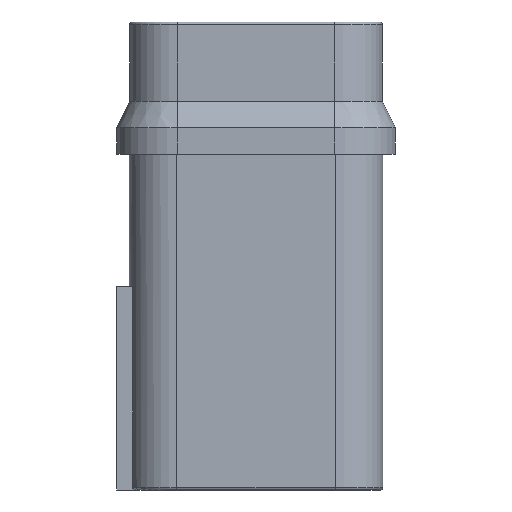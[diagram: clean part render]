
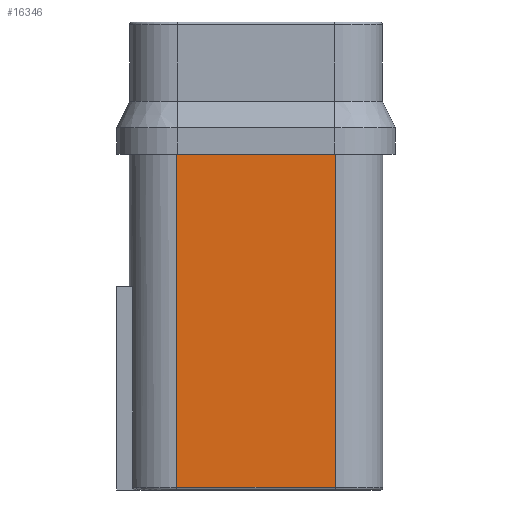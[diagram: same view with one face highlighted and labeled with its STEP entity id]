
A CAD part, front view. The second image highlights one B-rep face of the part: STEP entity #16346.
In plain terms, the highlighted planar face has unit normal (0, -1, 0).
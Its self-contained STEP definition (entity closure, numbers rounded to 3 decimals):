
#510 = VECTOR ( 'NONE', #3836, 1000. ) ;
#1453 = ORIENTED_EDGE ( 'NONE', *, *, #16357, .T. ) ;
#1518 = CARTESIAN_POINT ( 'NONE',  ( 3., -3.5, 0.1 ) ) ;
#2087 = EDGE_CURVE ( 'NONE', #5339, #8992, #16923, .T. ) ;
#2190 = LINE ( 'NONE', #7105, #16219 ) ;
#2396 = VERTEX_POINT ( 'NONE', #1518 ) ;
#2631 = AXIS2_PLACEMENT_3D ( 'NONE', #5489, #16543, #7020 ) ;
#2673 = EDGE_LOOP ( 'NONE', ( #1453, #16109, #3945, #13227 ) ) ;
#3629 = EDGE_CURVE ( 'NONE', #9164, #2396, #2190, .T. ) ;
#3785 = CARTESIAN_POINT ( 'NONE',  ( 3., -3.5, 12.7 ) ) ;
#3836 = DIRECTION ( 'NONE',  ( -1., 0., 0. ) ) ;
#3945 = ORIENTED_EDGE ( 'NONE', *, *, #18720, .F. ) ;
#3964 = PLANE ( 'NONE',  #2631 ) ;
#4852 = CARTESIAN_POINT ( 'NONE',  ( -3., -3.5, 0.1 ) ) ;
#5339 = VERTEX_POINT ( 'NONE', #9642 ) ;
#5489 = CARTESIAN_POINT ( 'NONE',  ( 3., -3.5, 12.7 ) ) ;
#6683 = LINE ( 'NONE', #12479, #18920 ) ;
#7020 = DIRECTION ( 'NONE',  ( 0., 0., -1. ) ) ;
#7073 = DIRECTION ( 'NONE',  ( 1., 0., 0. ) ) ;
#7105 = CARTESIAN_POINT ( 'NONE',  ( 3., -3.5, 0.1 ) ) ;
#8283 = FACE_OUTER_BOUND ( 'NONE', #2673, .T. ) ;
#8532 = CARTESIAN_POINT ( 'NONE',  ( -3., -3.5, 12.7 ) ) ;
#8595 = DIRECTION ( 'NONE',  ( 0., 0., -1. ) ) ;
#8992 = VERTEX_POINT ( 'NONE', #13846 ) ;
#9164 = VERTEX_POINT ( 'NONE', #4852 ) ;
#9642 = CARTESIAN_POINT ( 'NONE',  ( 3., -3.5, 12.7 ) ) ;
#12479 = CARTESIAN_POINT ( 'NONE',  ( 3., -3.5, 12.7 ) ) ;
#13227 = ORIENTED_EDGE ( 'NONE', *, *, #2087, .T. ) ;
#13846 = CARTESIAN_POINT ( 'NONE',  ( -3., -3.5, 12.7 ) ) ;
#15350 = LINE ( 'NONE', #8532, #19561 ) ;
#16109 = ORIENTED_EDGE ( 'NONE', *, *, #3629, .T. ) ;
#16219 = VECTOR ( 'NONE', #7073, 1000. ) ;
#16346 = ADVANCED_FACE ( 'NONE', ( #8283 ), #3964, .T. ) ;
#16357 = EDGE_CURVE ( 'NONE', #8992, #9164, #15350, .T. ) ;
#16543 = DIRECTION ( 'NONE',  ( 0., -1., 0. ) ) ;
#16923 = LINE ( 'NONE', #3785, #510 ) ;
#18720 = EDGE_CURVE ( 'NONE', #5339, #2396, #6683, .T. ) ;
#18920 = VECTOR ( 'NONE', #20058, 1000. ) ;
#19561 = VECTOR ( 'NONE', #8595, 1000. ) ;
#20058 = DIRECTION ( 'NONE',  ( 0., 0., -1. ) ) ;
